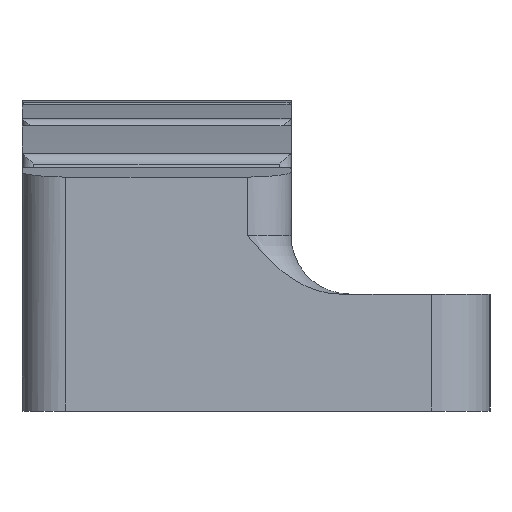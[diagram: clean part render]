
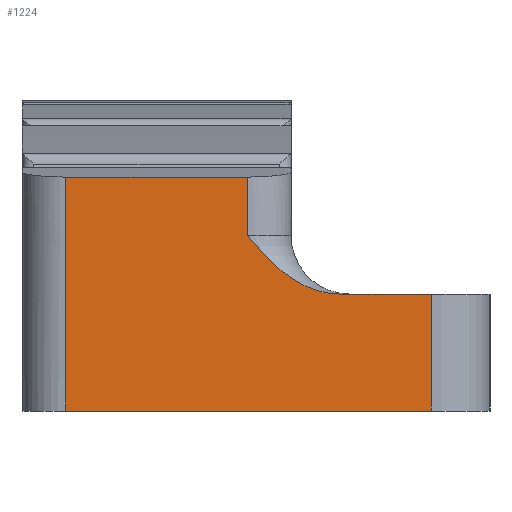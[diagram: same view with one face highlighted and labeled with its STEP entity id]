
A CAD part, left-side view. The second image highlights one B-rep face of the part: STEP entity #1224.
In plain terms, the highlighted planar face has unit normal (-1, 0, 0).
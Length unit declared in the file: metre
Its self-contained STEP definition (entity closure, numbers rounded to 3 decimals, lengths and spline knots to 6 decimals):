
#13=PLANE('',#1368);
#61=LINE('',#2090,#113);
#70=LINE('',#2145,#122);
#71=LINE('',#2147,#123);
#72=LINE('',#2150,#124);
#73=LINE('',#2152,#125);
#74=LINE('',#2159,#126);
#113=VECTOR('',#1598,1.);
#122=VECTOR('',#1633,1.);
#123=VECTOR('',#1636,1.);
#124=VECTOR('',#1637,1.);
#125=VECTOR('',#1638,1.);
#126=VECTOR('',#1639,1.);
#191=B_SPLINE_CURVE_WITH_KNOTS('',3,(#2154,#2155,#2156,#2157,#2158),
 .UNSPECIFIED.,.F.,.F.,(4,1,4),(0.,0.000965,0.001929),
 .UNSPECIFIED.);
#345=ORIENTED_EDGE('',*,*,#721,.F.);
#346=ORIENTED_EDGE('',*,*,#722,.T.);
#347=ORIENTED_EDGE('',*,*,#723,.F.);
#348=ORIENTED_EDGE('',*,*,#724,.T.);
#349=ORIENTED_EDGE('',*,*,#698,.T.);
#350=ORIENTED_EDGE('',*,*,#720,.T.);
#351=ORIENTED_EDGE('',*,*,#725,.T.);
#698=EDGE_CURVE('',#889,#890,#61,.T.);
#720=EDGE_CURVE('',#890,#901,#70,.T.);
#721=EDGE_CURVE('',#902,#903,#71,.T.);
#722=EDGE_CURVE('',#902,#904,#72,.F.);
#723=EDGE_CURVE('',#905,#904,#73,.T.);
#724=EDGE_CURVE('',#905,#889,#191,.T.);
#725=EDGE_CURVE('',#901,#903,#74,.F.);
#889=VERTEX_POINT('',#2091);
#890=VERTEX_POINT('',#2092);
#901=VERTEX_POINT('',#2144);
#902=VERTEX_POINT('',#2148);
#903=VERTEX_POINT('',#2149);
#904=VERTEX_POINT('',#2151);
#905=VERTEX_POINT('',#2153);
#1054=EDGE_LOOP('',(#345,#346,#347,#348,#349,#350,#351));
#1126=FACE_BOUND('',#1054,.T.);
#1224=ADVANCED_FACE('',(#1126),#13,.T.);
#1368=AXIS2_PLACEMENT_3D('',#2146,#1634,#1635);
#1598=DIRECTION('',(0.,0.,1.));
#1633=DIRECTION('',(0.,1.,0.));
#1634=DIRECTION('',(-1.,0.,0.));
#1635=DIRECTION('',(0.,0.,1.));
#1636=DIRECTION('',(0.,1.,0.));
#1637=DIRECTION('',(0.,0.,-1.));
#1638=DIRECTION('',(0.,-1.,0.));
#1639=DIRECTION('',(0.,0.,1.));
#2090=CARTESIAN_POINT('',(0.,0.02635,0.002));
#2091=CARTESIAN_POINT('',(0.,0.02635,0.003));
#2092=CARTESIAN_POINT('',(0.,0.02635,0.004));
#2144=CARTESIAN_POINT('',(0.,0.02945,0.004));
#2145=CARTESIAN_POINT('',(0.,0.0256,0.004));
#2146=CARTESIAN_POINT('',(0.,0.0256,0.002));
#2147=CARTESIAN_POINT('',(0.,0.0256,0.));
#2148=CARTESIAN_POINT('',(0.,0.0232,0.));
#2149=CARTESIAN_POINT('',(0.,0.02945,0.));
#2150=CARTESIAN_POINT('',(0.,0.0232,0.002));
#2151=CARTESIAN_POINT('',(0.,0.0232,0.002));
#2152=CARTESIAN_POINT('',(0.,0.025825,0.002));
#2153=CARTESIAN_POINT('',(0.,0.024769,0.002));
#2154=CARTESIAN_POINT('',(0.,0.024769,0.002));
#2155=CARTESIAN_POINT('',(0.,0.025095,0.002));
#2156=CARTESIAN_POINT('',(0.,0.025712,0.002263));
#2157=CARTESIAN_POINT('',(0.,0.02614,0.002757));
#2158=CARTESIAN_POINT('',(0.,0.02635,0.003));
#2159=CARTESIAN_POINT('',(0.,0.02945,0.));
